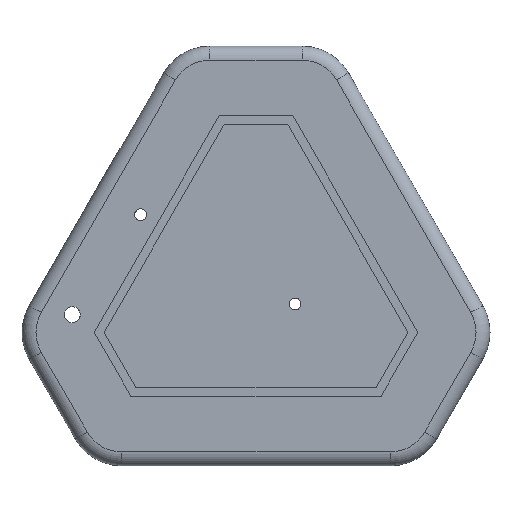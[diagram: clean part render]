
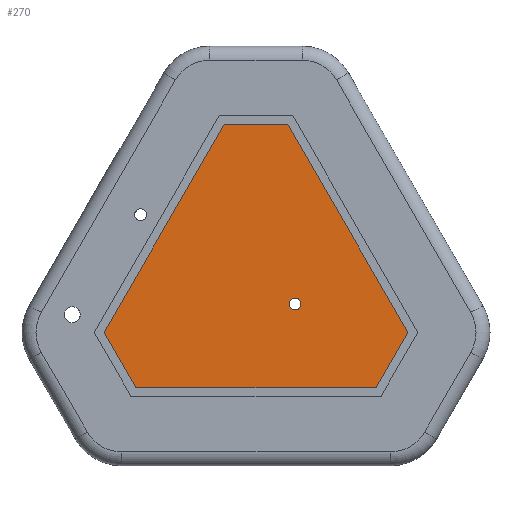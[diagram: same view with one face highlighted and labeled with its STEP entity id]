
A CAD part, front view. The second image highlights one B-rep face of the part: STEP entity #270.
In plain terms, the highlighted planar face has unit normal (0, -1, 0).
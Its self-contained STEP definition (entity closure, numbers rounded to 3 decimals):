
#82 = DIRECTION ( 'NONE',  ( -0.5, 0., 0.866 ) ) ;
#98 = CARTESIAN_POINT ( 'NONE',  ( -31.793, 0., 1.406 ) ) ;
#105 = DIRECTION ( 'NONE',  ( 0.5, 0., -0.866 ) ) ;
#158 = ORIENTED_EDGE ( 'NONE', *, *, #2825, .T. ) ;
#169 = ORIENTED_EDGE ( 'NONE', *, *, #2749, .T. ) ;
#178 = EDGE_CURVE ( 'NONE', #1700, #2526, #971, .T. ) ;
#216 = CARTESIAN_POINT ( 'NONE',  ( -3.442, 0., 1.406 ) ) ;
#270 = ADVANCED_FACE ( 'NONE', ( #3169, #477 ), #1058, .F. ) ;
#295 = VERTEX_POINT ( 'NONE', #3051 ) ;
#331 = DIRECTION ( 'NONE',  ( 0., 1., 0. ) ) ;
#361 = CARTESIAN_POINT ( 'NONE',  ( -28.821, 0., -3.742 ) ) ;
#409 = CARTESIAN_POINT ( 'NONE',  ( -31.793, 0., 1.406 ) ) ;
#411 = ORIENTED_EDGE ( 'NONE', *, *, #1734, .T. ) ;
#477 = FACE_OUTER_BOUND ( 'NONE', #3020, .T. ) ;
#533 = EDGE_CURVE ( 'NONE', #2526, #295, #956, .T. ) ;
#537 = ORIENTED_EDGE ( 'NONE', *, *, #1684, .T. ) ;
#543 = VERTEX_POINT ( 'NONE', #1030 ) ;
#577 = EDGE_CURVE ( 'NONE', #295, #3522, #1338, .T. ) ;
#597 = CARTESIAN_POINT ( 'NONE',  ( -14.645, 0., 20.811 ) ) ;
#643 = ORIENTED_EDGE ( 'NONE', *, *, #178, .T. ) ;
#652 = ORIENTED_EDGE ( 'NONE', *, *, #2844, .T. ) ;
#715 = DIRECTION ( 'NONE',  ( 0.5, 0., 0.866 ) ) ;
#871 = AXIS2_PLACEMENT_3D ( 'NONE', #1752, #331, #1698 ) ;
#888 = DIRECTION ( 'NONE',  ( -1., 0., 0. ) ) ;
#897 = VECTOR ( 'NONE', #82, 1000. ) ;
#956 = LINE ( 'NONE', #361, #3085 ) ;
#971 = LINE ( 'NONE', #409, #2783 ) ;
#1007 = CARTESIAN_POINT ( 'NONE',  ( -28.821, 0., -3.742 ) ) ;
#1030 = CARTESIAN_POINT ( 'NONE',  ( -13.972, 0., 4.603 ) ) ;
#1058 = PLANE ( 'NONE',  #3550 ) ;
#1094 = ORIENTED_EDGE ( 'NONE', *, *, #577, .T. ) ;
#1167 = VERTEX_POINT ( 'NONE', #3586 ) ;
#1338 = LINE ( 'NONE', #1893, #2970 ) ;
#1351 = VERTEX_POINT ( 'NONE', #597 ) ;
#1379 = EDGE_LOOP ( 'NONE', ( #537, #652 ) ) ;
#1430 = CIRCLE ( 'NONE', #2594, 0.55 ) ;
#1677 = DIRECTION ( 'NONE',  ( 0., 1., 0. ) ) ;
#1684 = EDGE_CURVE ( 'NONE', #1167, #543, #2976, .T. ) ;
#1698 = DIRECTION ( 'NONE',  ( 0., 0., 1. ) ) ;
#1700 = VERTEX_POINT ( 'NONE', #98 ) ;
#1734 = EDGE_CURVE ( 'NONE', #3044, #1700, #2340, .T. ) ;
#1752 = CARTESIAN_POINT ( 'NONE',  ( -13.972, 0., 4.053 ) ) ;
#1885 = CARTESIAN_POINT ( 'NONE',  ( -21.918, 0., 23.111 ) ) ;
#1893 = CARTESIAN_POINT ( 'NONE',  ( -6.414, 0., -3.742 ) ) ;
#1995 = CARTESIAN_POINT ( 'NONE',  ( -14.645, 0., 20.811 ) ) ;
#2031 = DIRECTION ( 'NONE',  ( 0., 0., 1. ) ) ;
#2080 = DIRECTION ( 'NONE',  ( 1., 0., 0. ) ) ;
#2286 = CARTESIAN_POINT ( 'NONE',  ( -3.442, 0., 1.406 ) ) ;
#2324 = DIRECTION ( 'NONE',  ( 0., 1., 0. ) ) ;
#2340 = LINE ( 'NONE', #3454, #3272 ) ;
#2500 = DIRECTION ( 'NONE',  ( 0., 0., 1. ) ) ;
#2526 = VERTEX_POINT ( 'NONE', #1007 ) ;
#2555 = LINE ( 'NONE', #2286, #897 ) ;
#2573 = DIRECTION ( 'NONE',  ( -0.5, 0., -0.866 ) ) ;
#2594 = AXIS2_PLACEMENT_3D ( 'NONE', #2865, #2324, #2031 ) ;
#2603 = VECTOR ( 'NONE', #888, 1000. ) ;
#2749 = EDGE_CURVE ( 'NONE', #1351, #3044, #2847, .T. ) ;
#2783 = VECTOR ( 'NONE', #105, 1000. ) ;
#2825 = EDGE_CURVE ( 'NONE', #3522, #1351, #2555, .T. ) ;
#2844 = EDGE_CURVE ( 'NONE', #543, #1167, #1430, .T. ) ;
#2847 = LINE ( 'NONE', #1995, #2603 ) ;
#2865 = CARTESIAN_POINT ( 'NONE',  ( -13.972, 0., 4.053 ) ) ;
#2970 = VECTOR ( 'NONE', #715, 1000. ) ;
#2976 = CIRCLE ( 'NONE', #871, 0.55 ) ;
#3020 = EDGE_LOOP ( 'NONE', ( #169, #411, #643, #3168, #1094, #158 ) ) ;
#3044 = VERTEX_POINT ( 'NONE', #3287 ) ;
#3051 = CARTESIAN_POINT ( 'NONE',  ( -6.414, 0., -3.742 ) ) ;
#3085 = VECTOR ( 'NONE', #2080, 1000. ) ;
#3168 = ORIENTED_EDGE ( 'NONE', *, *, #533, .T. ) ;
#3169 = FACE_BOUND ( 'NONE', #1379, .T. ) ;
#3272 = VECTOR ( 'NONE', #2573, 1000. ) ;
#3287 = CARTESIAN_POINT ( 'NONE',  ( -20.59, 0., 20.811 ) ) ;
#3454 = CARTESIAN_POINT ( 'NONE',  ( -20.59, 0., 20.811 ) ) ;
#3522 = VERTEX_POINT ( 'NONE', #216 ) ;
#3550 = AXIS2_PLACEMENT_3D ( 'NONE', #1885, #1677, #2500 ) ;
#3586 = CARTESIAN_POINT ( 'NONE',  ( -13.972, 0., 3.503 ) ) ;
